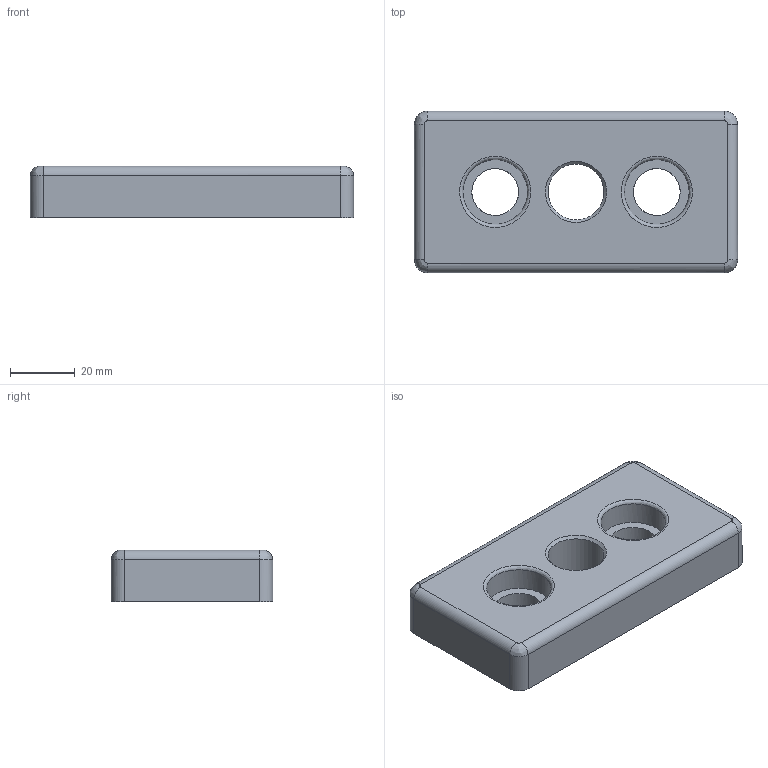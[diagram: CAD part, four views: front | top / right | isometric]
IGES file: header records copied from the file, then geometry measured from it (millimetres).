
Global section: file name: 525020; native system: Autodesk Inventor 2021; preprocessor: unknown; author: Mrówczyńska,,; organization: 11; date: 20221017.131357; units: millimetre
Bounding box: 100 x 50 x 16 mm (x, y, z)
Volume: 45331.6 mm3; surface area: 21740.2 mm2
Topology: 1 solids, 1 shells, 146 faces, 348 edges, 205 vertices
Faces by surface type: bspline 146
